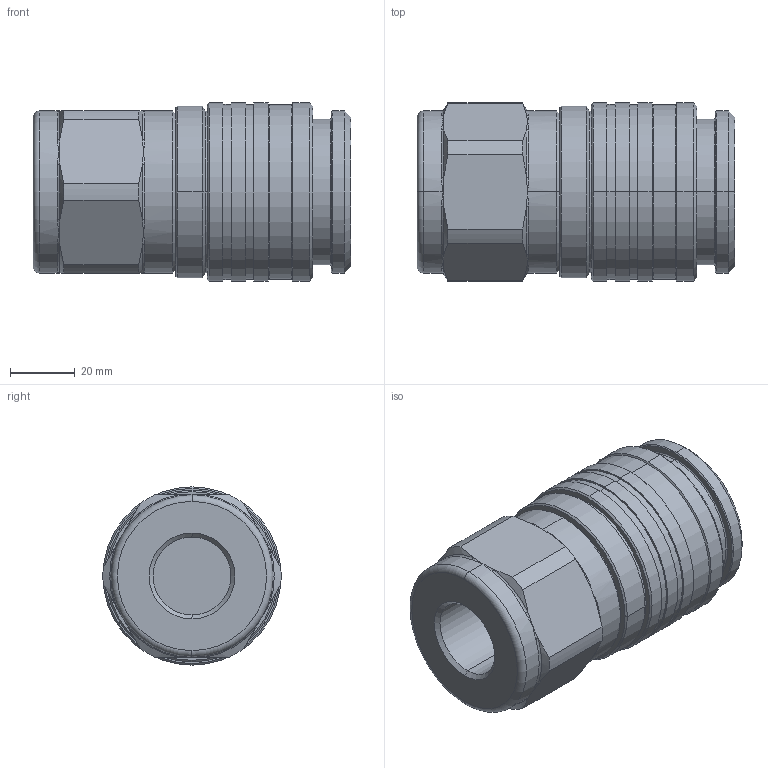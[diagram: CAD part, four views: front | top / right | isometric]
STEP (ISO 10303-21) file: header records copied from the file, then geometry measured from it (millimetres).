
FILE_DESCRIPTION (( 'STEP AP214' ), '1' );
FILE_NAME ('FF7510 C.STEP', '2010-06-01T07:36:01', ( 'Installatör' ), ( 'Tena Ingenjörsfirman AB' ), 'SwSTEP 2.0', 'SolidWorks 2008', '' );
FILE_SCHEMA (( 'AUTOMOTIVE_DESIGN' ));
Length unit declared in the file: millimetre
Products named in the file (1): FF7510 C
Bounding box: 98 x 55 x 55 mm (x, y, z)
Volume: 197360.7 mm3; surface area: 24820.3 mm2
Topology: 1 solids, 1 shells, 169 faces, 385 edges, 208 vertices
Faces by surface type: cylinder 51, cone 44, torus 26, plane 24, bspline 24
Entity records: 5034 total; most frequent: CARTESIAN_POINT 1459, DIRECTION 781, ORIENTED_EDGE 722, EDGE_CURVE 361, AXIS2_PLACEMENT_3D 346, VERTEX_POINT 208, CIRCLE 200, EDGE_LOOP 183
